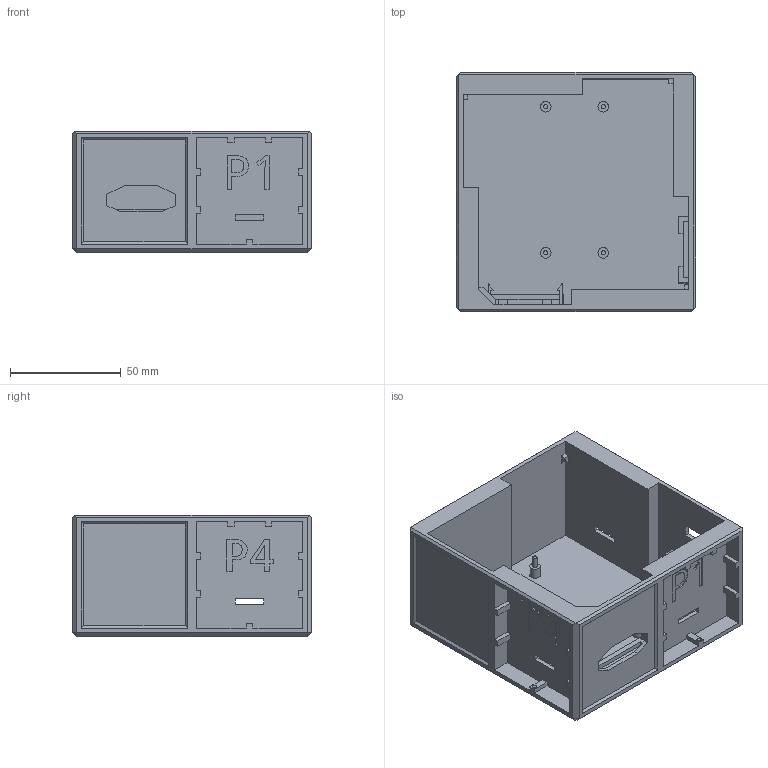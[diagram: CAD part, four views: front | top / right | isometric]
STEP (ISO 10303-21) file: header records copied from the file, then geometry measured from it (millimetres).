
FILE_DESCRIPTION(/* description */ ('STEP AP242','CAx-IF Rec.Pracs.---Representation and Presentation of Product Manufacturing Information (PMI)---4.0---2014-10-13','CAx-IF Rec.Pracs.---3D Tessellated Geometry---0.4---2014-09-14','2;1'),/* implementation_level */ '2;1');
FILE_NAME(/* name */ '689c43eefb86d642f3e3c659',/* time_stamp */ '2025-08-13T07:51:11Z',/* author */ (''),/* organization */ (''),/* preprocessor_version */ 'ST-DEVELOPER v20',/* originating_system */ 'ONSHAPE BY PTC INC, 1.202',/* authorisation */ ' ');
FILE_SCHEMA (('AP242_MANAGED_MODEL_BASED_3D_ENGINEERING_MIM_LF { 1 0 10303 442 1 1 4 }'));
Length unit declared in the file: metre
Products named in the file (1): Case
Bounding box: 108 x 108 x 55.01 mm (x, y, z)
Volume: 96387.2 mm3; surface area: 75800.3 mm2
Topology: 1 solids, 1 shells, 537 faces, 1448 edges, 958 vertices
Faces by surface type: plane 393, bspline 75, cylinder 57, cone 12
Full cylindrical faces by diameter (mm): 1.92 x4, 4.8 x4
Entity records: 16834 total; most frequent: CARTESIAN_POINT 3749, ORIENTED_EDGE 2856, DIRECTION 2342, EDGE_CURVE 1428, LINE 1140, VECTOR 1140, VERTEX_POINT 958, EDGE_LOOP 616
